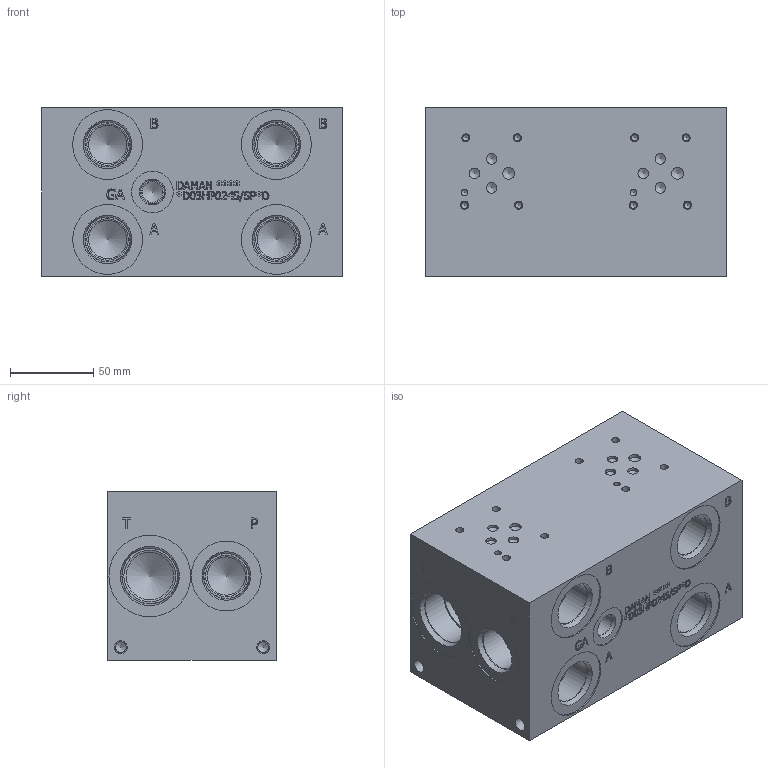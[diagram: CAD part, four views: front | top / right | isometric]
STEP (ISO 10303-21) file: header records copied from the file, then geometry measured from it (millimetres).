
FILE_DESCRIPTION(/* description */ (''),/* implementation_level */ '2;1');
FILE_NAME(/* name */ '_D03HP024S_SP_D.stp',/* time_stamp */ '2021-07-27T11:57:02-04:00',/* author */ ('anthonyv'),/* organization */ (''),/* preprocessor_version */ 'ST-DEVELOPER v18.1',/* originating_system */ 'Autodesk Inventor 2021',/* authorisation */ '');
FILE_SCHEMA (('AUTOMOTIVE_DESIGN { 1 0 10303 214 3 1 1 }'));
Length unit declared in the file: millimetre
Products named in the file (1): _D03HP024S_SP_D
Bounding box: 180.97 x 101.6 x 101.6 mm (x, y, z)
Volume: 1644459.2 mm3; surface area: 129041.7 mm2
Topology: 1 solids, 1 shells, 765 faces, 2092 edges, 1418 vertices
Faces by surface type: plane 426, bspline 184, cylinder 91, cone 64
Full cylindrical faces by diameter (mm): 3.785 x8, 3.962 x2, 4.826 x8, 6.35 x6, 6.528 x4, 7.137 x2, 7.925 x4, 12.294 x1, 12.9 x1, 14.275 x1, 14.529 x1, 17.475 x2, 22.225 x2, 23.012 x6, 23.698 x2, 24.917 x6, 25.019 x1, 25.4 x2, 26.187 x2, 26.99 x6, 27.381 x2, 27.432 x6, 28.575 x2, 31.267 x2, 33.34 x2, 33.757 x2, 42.037 x6, 49.124 x2
Entity records: 25665 total; most frequent: CARTESIAN_POINT 6635, ORIENTED_EDGE 4118, DIRECTION 3202, EDGE_CURVE 2059, VERTEX_POINT 1418, LINE 1344, VECTOR 1344, AXIS2_PLACEMENT_3D 929
